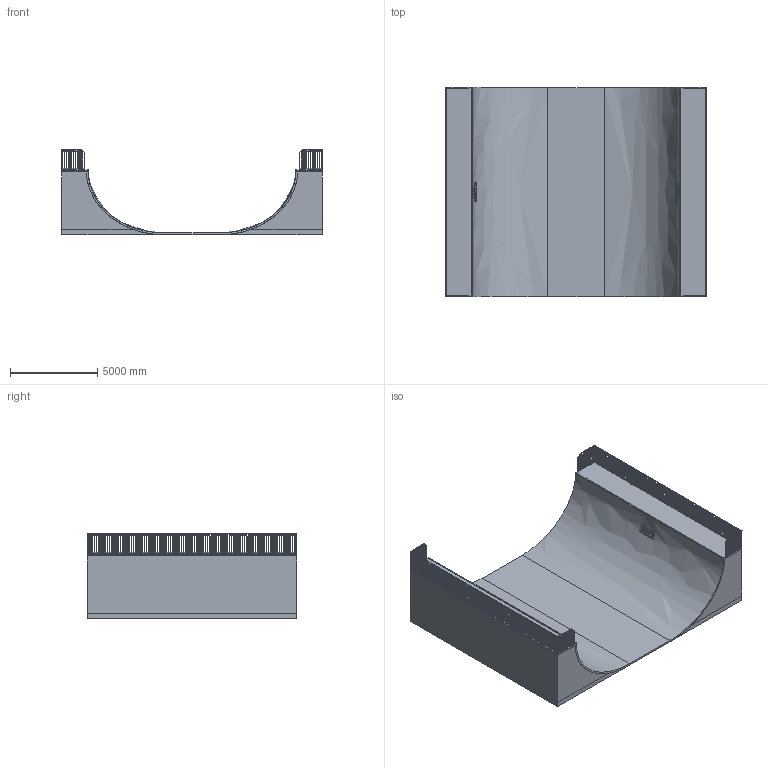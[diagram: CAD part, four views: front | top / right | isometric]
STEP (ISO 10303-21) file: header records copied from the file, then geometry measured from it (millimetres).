
FILE_DESCRIPTION(/* description */ (''),/* implementation_level */ '2;1');
FILE_NAME(/* name */ 'GRAMPS_VR_H380_W1200.stp',/* time_stamp */ '2024-07-04T17:10:46+02:00',/* author */ ('muc30'),/* organization */ (''),/* preprocessor_version */ 'ST-DEVELOPER v17',/* originating_system */ 'Autodesk Inventor 2019',/* authorisation */ '');
FILE_SCHEMA (('AUTOMOTIVE_DESIGN { 1 0 10303 214 3 1 1 }'));
Products named in the file (12): GRAMPS_VR_H380_W1200; GRAMPS_VR_H380_W12001; GRAMPS_VR_H380_W12002; GRAMPS_VR_H380_W12003; GRAMPS_VR_H380_W12004; GRAMPS_VR_H380_W12005; GRAMPS_VR_H380_W12006; GRAMPS_VR_H380_W12007; GRAMPS_VR_H380_W12008; GRAMPS_VR_H380_W12009; GRAMPS_VR_H380_W120010; GRAMPS_VR_H380_W120011
Assembly tree (11 placements, depth 2):
  GRAMPS_VR_H380_W1200
    GRAMPS_VR_H380_W12001
    GRAMPS_VR_H380_W12002
    GRAMPS_VR_H380_W12003
    GRAMPS_VR_H380_W12004
    GRAMPS_VR_H380_W12005
    GRAMPS_VR_H380_W12006
    GRAMPS_VR_H380_W12007
    GRAMPS_VR_H380_W12008
    GRAMPS_VR_H380_W12009
    GRAMPS_VR_H380_W120010
    GRAMPS_VR_H380_W120011
Bounding box: 14950 x 12000 x 4900 mm (x, y, z)
Volume: 228958179052.3 mm3; surface area: 1165154942.1 mm2
Topology: 63 solids, 63 shells, 4626 faces, 13492 edges, 8976 vertices
Faces by surface type: plane 4460, cylinder 94, bspline 72
Full cylindrical faces by diameter (mm): 60 x2
Entity records: 159333 total; most frequent: CARTESIAN_POINT 31245, DIRECTION 26996, ORIENTED_EDGE 26984, EDGE_CURVE 13492, AXIS2_PLACEMENT_3D 9083, VERTEX_POINT 8976, LINE 8830, VECTOR 8830
